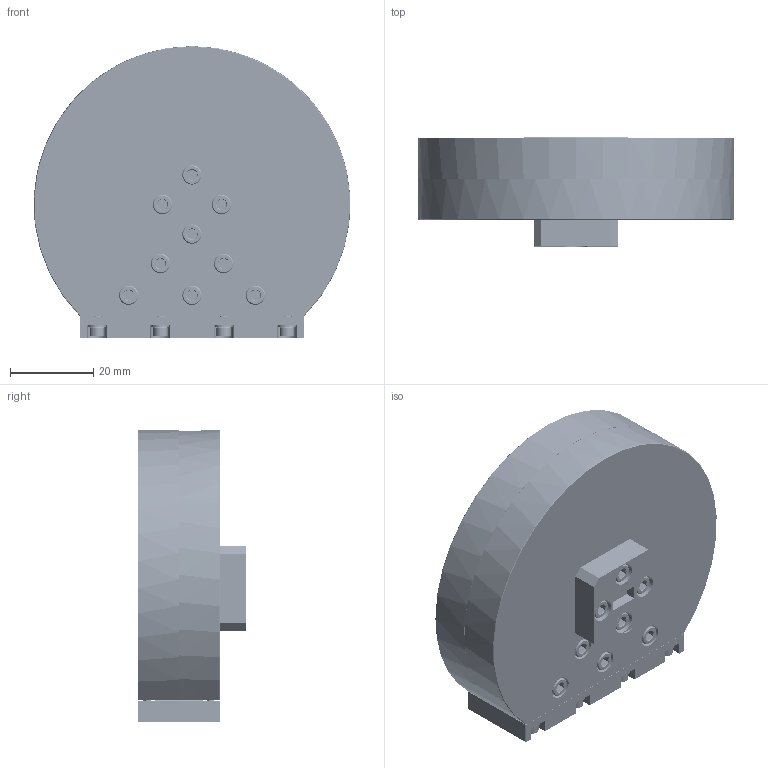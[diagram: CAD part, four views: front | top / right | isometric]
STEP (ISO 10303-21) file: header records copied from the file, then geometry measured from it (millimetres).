
FILE_DESCRIPTION (( 'STEP AP203' ), '1' );
FILE_NAME ('SAE-2832930645180-28-S1, CTRLD.STEP', '2018-01-13T01:05:03', ( '' ), ( '' ), 'SwSTEP 2.0', 'SolidWorks 2016', '' );
FILE_SCHEMA (( 'CONFIG_CONTROL_DESIGN' ));
Length unit declared in the file: inch
Products named in the file (1): SAE-2832930645180-28-S1, CTRLD
Bounding box: 76.2 x 26.16 x 70.18 mm (x, y, z)
Volume: 89116.9 mm3; surface area: 33038.2 mm2
Topology: 38 solids, 38 shells, 2179 faces, 5756 edges, 3701 vertices
Faces by surface type: cylinder 1451, plane 363, cone 321, bspline 44
Entity records: 96704 total; most frequent: CARTESIAN_POINT 50221, ORIENTED_EDGE 11468, DIRECTION 8109, EDGE_CURVE 5734, VERTEX_POINT 3701, AXIS2_PLACEMENT_3D 2998, EDGE_LOOP 2305, ADVANCED_FACE 2179
